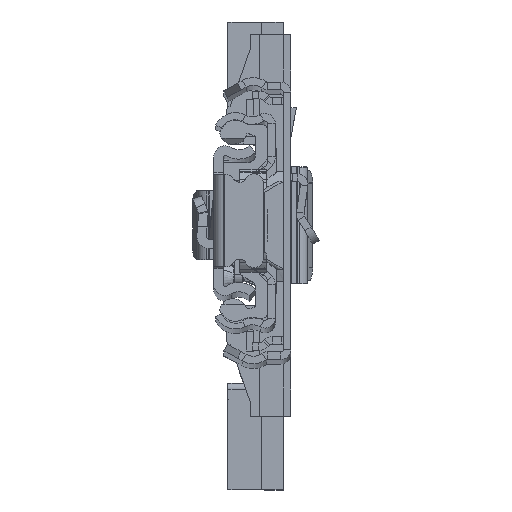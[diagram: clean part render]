
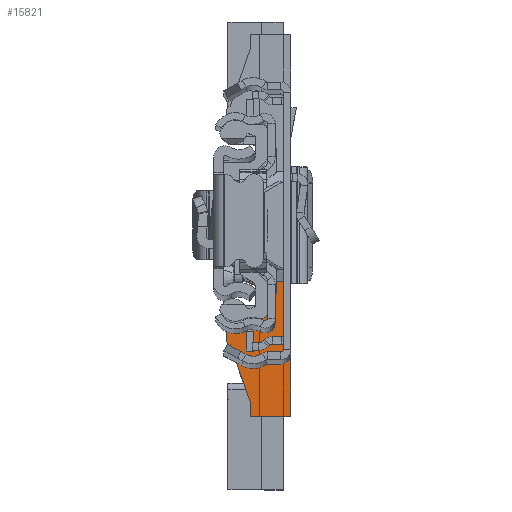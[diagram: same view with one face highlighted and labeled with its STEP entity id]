
A CAD part, top view. The second image highlights one B-rep face of the part: STEP entity #15821.
In plain terms, the highlighted face is planar.
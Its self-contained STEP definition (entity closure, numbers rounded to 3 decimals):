
#309 = AXIS2_PLACEMENT_3D ( 'NONE', #28891, #3767, #15517 ) ;
#440 = DIRECTION ( 'NONE',  ( 1., 0., 0. ) ) ;
#719 = VERTEX_POINT ( 'NONE', #29148 ) ;
#793 = LINE ( 'NONE', #19802, #1605 ) ;
#907 = DIRECTION ( 'NONE',  ( 1., 0., 0. ) ) ;
#1069 = CARTESIAN_POINT ( 'NONE',  ( 9.012, -17.65, -67. ) ) ;
#1097 = VERTEX_POINT ( 'NONE', #30039 ) ;
#1307 = CARTESIAN_POINT ( 'NONE',  ( 30.5, 0., -67. ) ) ;
#1415 = VERTEX_POINT ( 'NONE', #9814 ) ;
#1605 = VECTOR ( 'NONE', #28357, 1000. ) ;
#1839 = LINE ( 'NONE', #7418, #17333 ) ;
#1921 = CARTESIAN_POINT ( 'NONE',  ( 13., 4.318, -67. ) ) ;
#2043 = ORIENTED_EDGE ( 'NONE', *, *, #8008, .F. ) ;
#2076 = AXIS2_PLACEMENT_3D ( 'NONE', #8619, #20184, #440 ) ;
#2150 = EDGE_CURVE ( 'NONE', #5546, #1415, #28266, .T. ) ;
#2362 = CARTESIAN_POINT ( 'NONE',  ( 13.5, 9., -67. ) ) ;
#2603 = VERTEX_POINT ( 'NONE', #36091 ) ;
#2741 = CARTESIAN_POINT ( 'NONE',  ( -28.5, 0., -67. ) ) ;
#2922 = PLANE ( 'NONE',  #4475 ) ;
#3592 = LINE ( 'NONE', #14965, #27173 ) ;
#3606 = VERTEX_POINT ( 'NONE', #26090 ) ;
#3767 = DIRECTION ( 'NONE',  ( 0., 0., -1. ) ) ;
#4054 = VECTOR ( 'NONE', #7184, 1000. ) ;
#4289 = VERTEX_POINT ( 'NONE', #2362 ) ;
#4419 = AXIS2_PLACEMENT_3D ( 'NONE', #26618, #4449, #907 ) ;
#4449 = DIRECTION ( 'NONE',  ( 0., 0., 1. ) ) ;
#4475 = AXIS2_PLACEMENT_3D ( 'NONE', #36776, #34002, #8491 ) ;
#4687 = CARTESIAN_POINT ( 'NONE',  ( 13., 4.318, -67. ) ) ;
#4885 = CARTESIAN_POINT ( 'NONE',  ( 18.5, 9., -67. ) ) ;
#5468 = VERTEX_POINT ( 'NONE', #8728 ) ;
#5523 = EDGE_CURVE ( 'NONE', #36520, #4289, #1839, .T. ) ;
#5546 = VERTEX_POINT ( 'NONE', #32378 ) ;
#5671 = LINE ( 'NONE', #20394, #22855 ) ;
#6043 = VERTEX_POINT ( 'NONE', #18284 ) ;
#6519 = EDGE_CURVE ( 'NONE', #1097, #6043, #9847, .T. ) ;
#7184 = DIRECTION ( 'NONE',  ( 0., -1., 0. ) ) ;
#7418 = CARTESIAN_POINT ( 'NONE',  ( -28.5, 9., -67. ) ) ;
#8008 = EDGE_CURVE ( 'NONE', #8365, #719, #28246, .T. ) ;
#8235 = CARTESIAN_POINT ( 'NONE',  ( 13., 3.663, -67. ) ) ;
#8326 = ORIENTED_EDGE ( 'NONE', *, *, #29565, .F. ) ;
#8365 = VERTEX_POINT ( 'NONE', #11831 ) ;
#8484 = CARTESIAN_POINT ( 'NONE',  ( 10.701, 3.2, -67. ) ) ;
#8491 = DIRECTION ( 'NONE',  ( 1., 0., 0. ) ) ;
#8619 = CARTESIAN_POINT ( 'NONE',  ( 13.5, 8.5, -67. ) ) ;
#8664 = CARTESIAN_POINT ( 'NONE',  ( 10.451, 3.299, -67. ) ) ;
#8728 = CARTESIAN_POINT ( 'NONE',  ( 19., 8.5, -67. ) ) ;
#9095 = ORIENTED_EDGE ( 'NONE', *, *, #5523, .F. ) ;
#9316 = ORIENTED_EDGE ( 'NONE', *, *, #36795, .T. ) ;
#9518 = DIRECTION ( 'NONE',  ( 0., -1., 0. ) ) ;
#9677 = ORIENTED_EDGE ( 'NONE', *, *, #36187, .F. ) ;
#9814 = CARTESIAN_POINT ( 'NONE',  ( 9.012, 5.732, -67. ) ) ;
#9847 = LINE ( 'NONE', #24385, #18636 ) ;
#10207 = ORIENTED_EDGE ( 'NONE', *, *, #31818, .T. ) ;
#10343 = CARTESIAN_POINT ( 'NONE',  ( 13., 9., -67. ) ) ;
#10672 = CARTESIAN_POINT ( 'NONE',  ( 12.586, 3.2, -67. ) ) ;
#10841 = CARTESIAN_POINT ( 'NONE',  ( 12., 3.2, -67. ) ) ;
#10927 = FACE_OUTER_BOUND ( 'NONE', #33300, .T. ) ;
#10945 = CIRCLE ( 'NONE', #4419, 0.5 ) ;
#11044 = VECTOR ( 'NONE', #24353, 1000. ) ;
#11640 = CARTESIAN_POINT ( 'NONE',  ( 10.318, 3.419, -67. ) ) ;
#11831 = CARTESIAN_POINT ( 'NONE',  ( 9.012, 0., -67. ) ) ;
#13819 = VECTOR ( 'NONE', #25471, 1000. ) ;
#13949 = ORIENTED_EDGE ( 'NONE', *, *, #32149, .F. ) ;
#14965 = CARTESIAN_POINT ( 'NONE',  ( 30.5, 5.2, -67. ) ) ;
#15495 = EDGE_CURVE ( 'NONE', #3606, #5468, #5671, .T. ) ;
#15517 = DIRECTION ( 'NONE',  ( -1., 0., 0. ) ) ;
#15821 = ADVANCED_FACE ( 'NONE', ( #10927 ), #2922, .F. ) ;
#16169 = ORIENTED_EDGE ( 'NONE', *, *, #6519, .T. ) ;
#17333 = VECTOR ( 'NONE', #21190, 1000. ) ;
#18135 = CIRCLE ( 'NONE', #2076, 0.5 ) ;
#18284 = CARTESIAN_POINT ( 'NONE',  ( 12., 3.2, -67. ) ) ;
#18636 = VECTOR ( 'NONE', #33125, 1000. ) ;
#18773 = ORIENTED_EDGE ( 'NONE', *, *, #36208, .F. ) ;
#19802 = CARTESIAN_POINT ( 'NONE',  ( 19., 9., -67. ) ) ;
#20026 = DIRECTION ( 'NONE',  ( -0.945, 0.328, 0. ) ) ;
#20034 = CARTESIAN_POINT ( 'NONE',  ( 10.792, 3.2, -67. ) ) ;
#20184 = DIRECTION ( 'NONE',  ( 0., 0., 1. ) ) ;
#20294 = ORIENTED_EDGE ( 'NONE', *, *, #15495, .F. ) ;
#20394 = CARTESIAN_POINT ( 'NONE',  ( 28.5, 5.2, -67. ) ) ;
#20807 = LINE ( 'NONE', #1069, #11044 ) ;
#21190 = DIRECTION ( 'NONE',  ( -1., 0., 0. ) ) ;
#22855 = VECTOR ( 'NONE', #20026, 1000. ) ;
#23469 = CARTESIAN_POINT ( 'NONE',  ( 30.5, 5.2, -67. ) ) ;
#23967 = ORIENTED_EDGE ( 'NONE', *, *, #26675, .F. ) ;
#24300 = B_SPLINE_CURVE_WITH_KNOTS ( 'NONE', 3,
 ( #11640, #31579, #8664, #29157, #8484, #20034 ),
 .UNSPECIFIED., .F., .F.,
 ( 4, 2, 4 ),
 ( 0., 0., 0.001 ),
 .UNSPECIFIED. ) ;
#24353 = DIRECTION ( 'NONE',  ( 0., 1., 0. ) ) ;
#24385 = CARTESIAN_POINT ( 'NONE',  ( 13., 3.2, -67. ) ) ;
#24986 = VERTEX_POINT ( 'NONE', #36306 ) ;
#25103 = VERTEX_POINT ( 'NONE', #23469 ) ;
#25471 = DIRECTION ( 'NONE',  ( 1., 0., 0. ) ) ;
#25632 = EDGE_CURVE ( 'NONE', #8365, #1415, #20807, .T. ) ;
#26090 = CARTESIAN_POINT ( 'NONE',  ( 28.5, 5.2, -67. ) ) ;
#26312 = DIRECTION ( 'NONE',  ( -1., 0., 0. ) ) ;
#26488 = EDGE_CURVE ( 'NONE', #2603, #36398, #35058, .T. ) ;
#26618 = CARTESIAN_POINT ( 'NONE',  ( 18.5, 8.5, -67. ) ) ;
#26675 = EDGE_CURVE ( 'NONE', #28086, #6043, #34774, .T. ) ;
#26830 = LINE ( 'NONE', #1307, #33165 ) ;
#27173 = VECTOR ( 'NONE', #26312, 1000. ) ;
#27771 = CARTESIAN_POINT ( 'NONE',  ( 30.5, -1.2, -67. ) ) ;
#28086 = VERTEX_POINT ( 'NONE', #4687 ) ;
#28246 = LINE ( 'NONE', #2741, #13819 ) ;
#28266 = CIRCLE ( 'NONE', #309, 5.707 ) ;
#28357 = DIRECTION ( 'NONE',  ( 0., -1., 0. ) ) ;
#28891 = CARTESIAN_POINT ( 'NONE',  ( 14.498, 7.304, -67. ) ) ;
#29148 = CARTESIAN_POINT ( 'NONE',  ( 19., 0., -67. ) ) ;
#29157 = CARTESIAN_POINT ( 'NONE',  ( 10.614, 3.222, -67. ) ) ;
#29297 = DIRECTION ( 'NONE',  ( 1., 0., 0. ) ) ;
#29535 = VECTOR ( 'NONE', #29297, 1000. ) ;
#29565 = EDGE_CURVE ( 'NONE', #5468, #36520, #10945, .T. ) ;
#29685 = CARTESIAN_POINT ( 'NONE',  ( 0., -1.2, -67. ) ) ;
#30039 = CARTESIAN_POINT ( 'NONE',  ( 10.792, 3.2, -67. ) ) ;
#30360 = ORIENTED_EDGE ( 'NONE', *, *, #25632, .T. ) ;
#31579 = CARTESIAN_POINT ( 'NONE',  ( 10.38, 3.353, -67. ) ) ;
#31818 = EDGE_CURVE ( 'NONE', #5546, #1097, #24300, .T. ) ;
#32149 = EDGE_CURVE ( 'NONE', #4289, #24986, #18135, .T. ) ;
#32378 = CARTESIAN_POINT ( 'NONE',  ( 10.318, 3.419, -67. ) ) ;
#32452 = ORIENTED_EDGE ( 'NONE', *, *, #35812, .F. ) ;
#32565 = ORIENTED_EDGE ( 'NONE', *, *, #2150, .F. ) ;
#33125 = DIRECTION ( 'NONE',  ( 1., 0., 0. ) ) ;
#33165 = VECTOR ( 'NONE', #9518, 1000. ) ;
#33300 = EDGE_LOOP ( 'NONE', ( #2043, #30360, #32565, #10207, #16169, #23967, #32452, #13949, #9095, #8326, #20294, #9677, #9316, #33533, #18773 ) ) ;
#33533 = ORIENTED_EDGE ( 'NONE', *, *, #26488, .F. ) ;
#34002 = DIRECTION ( 'NONE',  ( 0., 0., 1. ) ) ;
#34774 =( BOUNDED_CURVE ( )  B_SPLINE_CURVE ( 3, ( #1921, #8235, #10672, #10841 ),
 .UNSPECIFIED., .F., .T. ) 
 B_SPLINE_CURVE_WITH_KNOTS ( ( 4, 4 ),
 ( 4.712, 6.283 ),
 .UNSPECIFIED. ) 
 CURVE ( )  GEOMETRIC_REPRESENTATION_ITEM ( )  RATIONAL_B_SPLINE_CURVE ( ( 1., 0.805, 0.805, 1. ) ) 
 REPRESENTATION_ITEM ( '' )  );
#35058 = LINE ( 'NONE', #29685, #29535 ) ;
#35093 = LINE ( 'NONE', #10343, #4054 ) ;
#35812 = EDGE_CURVE ( 'NONE', #24986, #28086, #35093, .T. ) ;
#36091 = CARTESIAN_POINT ( 'NONE',  ( 19., -1.2, -67. ) ) ;
#36187 = EDGE_CURVE ( 'NONE', #25103, #3606, #3592, .T. ) ;
#36208 = EDGE_CURVE ( 'NONE', #719, #2603, #793, .T. ) ;
#36306 = CARTESIAN_POINT ( 'NONE',  ( 13., 8.5, -67. ) ) ;
#36398 = VERTEX_POINT ( 'NONE', #27771 ) ;
#36520 = VERTEX_POINT ( 'NONE', #4885 ) ;
#36776 = CARTESIAN_POINT ( 'NONE',  ( -28.5, 9., -67. ) ) ;
#36795 = EDGE_CURVE ( 'NONE', #25103, #36398, #26830, .T. ) ;
